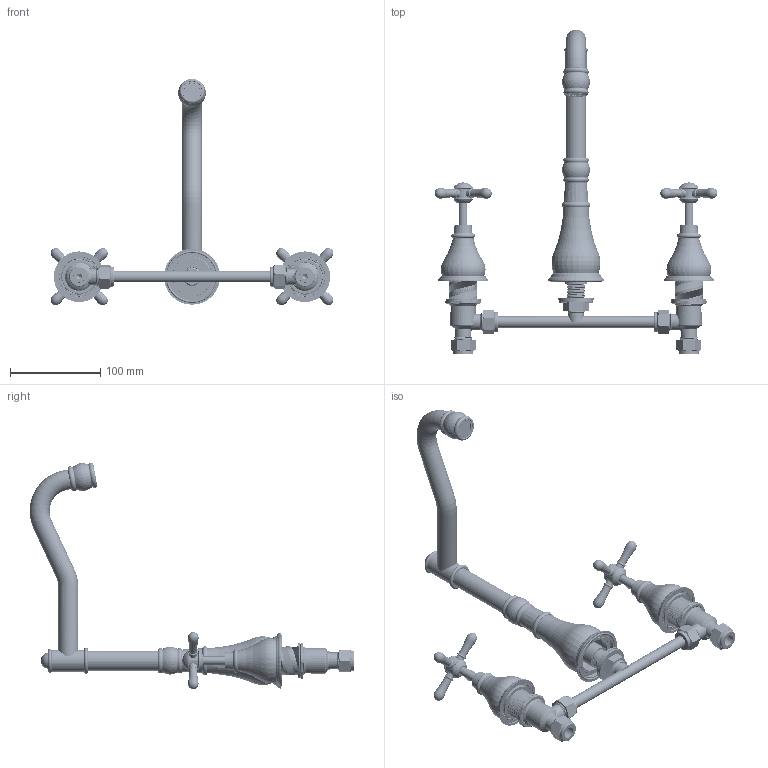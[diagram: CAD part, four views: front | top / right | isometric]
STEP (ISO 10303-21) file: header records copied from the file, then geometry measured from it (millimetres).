
FILE_DESCRIPTION (( 'STEP AP203' ), '1' );
FILE_NAME ('MV1014CHE.STEP', '2020-02-26T06:59:36', ( 'Windows 蚚誧' ), ( '' ), 'SwSTEP 2.0', 'SolidWorks 2019', '' );
FILE_SCHEMA (( 'CONFIG_CONTROL_DESIGN' ));
Length unit declared in the file: millimetre
Products named in the file (57): M4x5 囀鞠褒す傷蹟佪;     M70ZS02C     MV醱髓堤阨奪釱; MV双把面盆钟罩组件; 40X32X1.5呿蹋菜え;    M70ZS00C     MV醱髓笘欶 ; 110慢开插齿G58阀芯（36.5阀盖）; MV坋趼忒梟; 双把手紫铜管焊接头（G1-2H49); MV1014ACHE; 邧參報滇奪釱郪; 啞伎呿蹋縐銅  D20.7D16H2 (G05020P00); 28X25X1.2騵艦菜え; M16x1 22奪爾諉芛; G03008C00   概极匐褒簽; M4X5 囀鞠褒潑芛蹟佪; 双把手紫铜管（12.7X0.8X220); 白色塑料卡簧 D20.7D16H7.5 (G05015P00) - 副本; 20x2.5 O型圈-D16.2; MV堤阨諳ㄗ郪ㄘ; M05001P00  呿蹋縐杶; 22嘉萎報滇奪ㄗ爾諉ㄘ; 囀鞠褒潑芛蹟佪M5x8  (G12096G00); MV三通面盆底帽; 邧參醱髓褒概郪; 58x2.5 O型圈 - UA70MV三通底帽; M16X1 22奪爾諉簽; 臟賙M21.5X1堤阨厙; MV坋趼忒梟裝; 220報滇豜肣諉奪郪; MV堤阨諳; 囀鞠褒潑芛蹟佪M5x12 (G12090G00); 菜え; MV1014CHE; 22嘉萎報滇爾諉奪; MV双把十字手轮座加M4; G1-2報滇酗諉芛; MV22古典出水管装饰圈; 邧參報滇翋极郪; 22古典厨房直管（焊接）; 22古典厨房直管焊接管 ...
Assembly tree (90 placements, depth 5):
  MV1014CHE
    双把110慢开厨房主体组
      邧參報滇翋极郪
        邧參醱髓褒概郪
          Z19021D00  邧參翋极
          G03008C00   概极匐褒簽  x2
          40X32X1.5呿蹋菜え  x2
          G03009C00  邧參鞠褒簽  x2
          M05001P00  呿蹋縐杶  x2
        邧參醱髓褒概郪
          Z19021D00  邧參翋极
          G03008C00   概极匐褒簽  x2
          40X32X1.5呿蹋菜え  x2
          G03009C00  邧參鞠褒簽  x2
          M05001P00  呿蹋縐杶  x2
        220報滇豜肣諉奪郪
          双把手紫铜管（12.7X0.8X220)
          双把手紫铜管焊接头（G1-2H49)
        G03097P00   呿蹋鞠褒簽
        菜え
      MV双把面盆钟罩组件
           M70ZS00C     MV醱髓笘欶 
           M70ZS01C     MV醱髓笘欶蚾庉簽
      MV双把面盆钟罩组件
           M70ZS00C     MV醱髓笘欶 
           M70ZS01C     MV醱髓笘欶蚾庉簽
      110慢开插齿G58阀芯（36.5阀盖）
        110鞣羲喳喘佪裝
        28.5X22.5X1.5綻祧菜え
      110慢开插齿G58阀芯（36.5阀盖）
        110鞣羲喳喘佪裝
        28.5X22.5X1.5綻祧菜え
    邧參報滇奪釱郪
          M70ZS02C     MV醱髓堤阨奪釱
      MV三通面盆底帽
      G1-2報滇酗諉芛
      18x1.5 O型圈
      M4x5 囀鞠褒す傷蹟佪
      58x2.5 O型圈 - UA70MV三通底帽
    MV1014ACHE
      報滇荎宒郪
        22古典厨房直管（焊接）
          22古典厨房直管焊接管
          M16x1 22奪爾諉芛  x2
        MV堤阨奪蚾庉芛
        22嘉萎報滇奪ㄗ爾諉ㄘ
          22嘉萎奪爾諉芛
          22嘉萎報滇爾諉奪
          M16X1 22奪爾諉簽
        MV22古典出水管装饰圈
        MV22堤阨奪蟀諉璃ㄗ郪ㄘ
          MV22堤阨奪蟀諉璃
          白色塑料卡簧 D20.7D16H7.5 (G05015P00) - 副本
          20x2.5 O型圈-D16.2  x2
          28X25X1.2騵艦菜え
          啞伎呿蹋縐銅  D20.7D16H2 (G05020P00)
      MV堤阨諳ㄗ郪ㄘ
        MV堤阨諳
        臟賙M21.5X1堤阨厙
    MV坋趼忒梟
Bounding box: 313.32 x 359.53 x 250.95 mm (x, y, z)
Volume: 285391.9 mm3; surface area: 278283.4 mm2
Topology: 73 solids, 73 shells, 3698 faces, 9871 edges, 6371 vertices
Faces by surface type: cylinder 1826, plane 727, cone 461, bspline 362, torus 306, sphere 16
Entity records: 145940 total; most frequent: CARTESIAN_POINT 96700, ORIENTED_EDGE 9922, DIRECTION 7862, EDGE_CURVE 4961, VERTEX_POINT 3226, AXIS2_PLACEMENT_3D 3134, EDGE_LOOP 2043, FACE_OUTER_BOUND 1891
